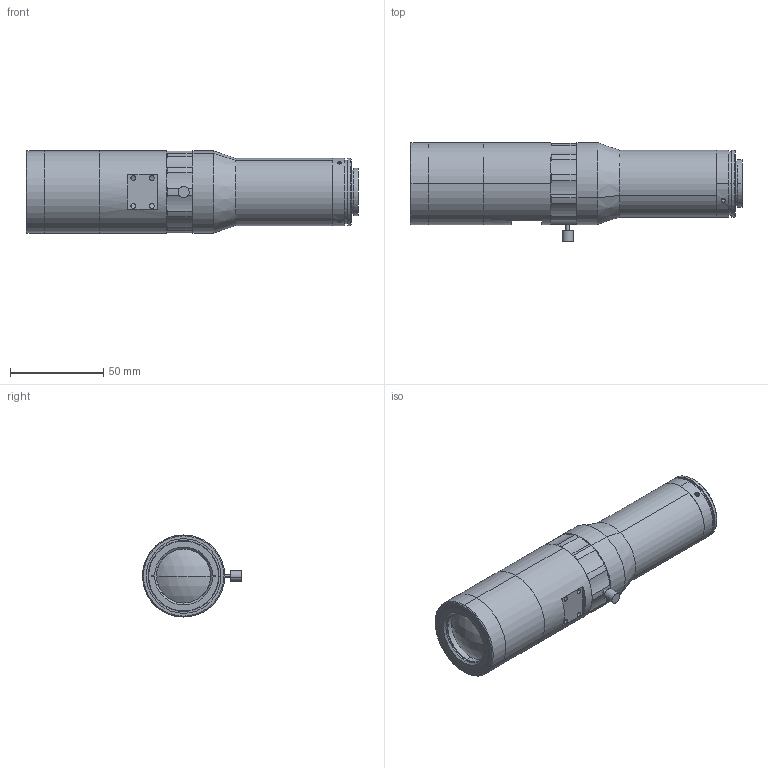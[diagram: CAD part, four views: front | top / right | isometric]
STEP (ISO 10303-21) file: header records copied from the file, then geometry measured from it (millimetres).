
FILE_DESCRIPTION (( 'STEP AP203' ), '1' );
FILE_NAME ('XF-10MDT4X65-1C-VI.STEP', '2017-06-23T01:04:34', ( 'wanglei' ), ( '' ), 'SwSTEP 2.0', 'SolidWorks 2014', '' );
FILE_SCHEMA (( 'CONFIG_CONTROL_DESIGN' ));
Length unit declared in the file: millimetre
Products named in the file (1): XF-10MDT4X65-1C-VI
Bounding box: 177.94 x 53 x 44 mm (x, y, z)
Surface area: 33283.5 mm2 (no closed solid volume)
Topology: 0 solids, 15 shells, 143 faces, 383 edges, 259 vertices
Faces by surface type: cylinder 81, cone 32, plane 28, sphere 2
Entity records: 4858 total; most frequent: CARTESIAN_POINT 1174, DIRECTION 827, ORIENTED_EDGE 642, EDGE_CURVE 383, AXIS2_PLACEMENT_3D 358, VERTEX_POINT 259, CIRCLE 214, EDGE_LOOP 170
